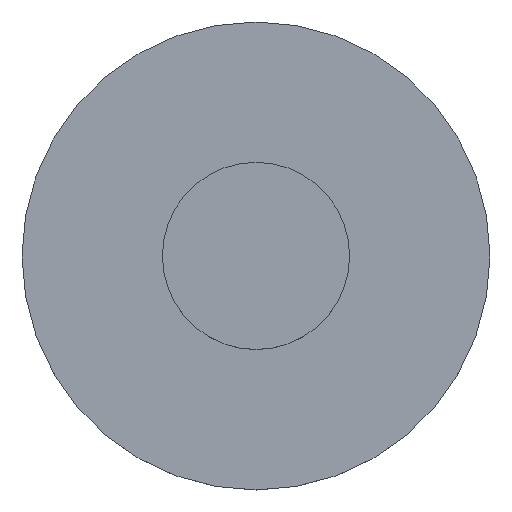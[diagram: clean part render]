
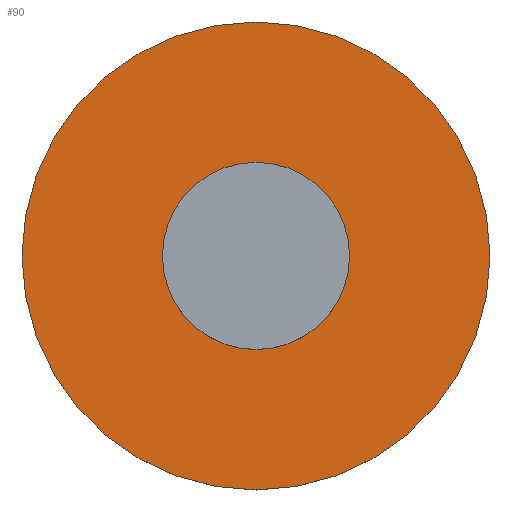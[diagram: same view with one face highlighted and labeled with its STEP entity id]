
A CAD part, top view. The second image highlights one B-rep face of the part: STEP entity #90.
In plain terms, the highlighted planar face has unit normal (0, 0, 1).
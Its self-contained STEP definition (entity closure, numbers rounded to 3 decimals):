
#90=ADVANCED_FACE('',(#128,#129),#130,.T.);
#128=FACE_BOUND('',#172,.T.);
#129=FACE_OUTER_BOUND('',#173,.T.);
#130=PLANE('',#174);
#172=EDGE_LOOP('',(#297,#298));
#173=EDGE_LOOP('',(#299,#300));
#174=AXIS2_PLACEMENT_3D('',#301,#302,#303);
#297=ORIENTED_EDGE('',*,*,#355,.T.);
#298=ORIENTED_EDGE('',*,*,#359,.T.);
#299=ORIENTED_EDGE('',*,*,#337,.F.);
#300=ORIENTED_EDGE('',*,*,#373,.F.);
#301=CARTESIAN_POINT('',(0.0,3.75,0.0));
#302=DIRECTION('',(0.,0.0,1.0));
#303=DIRECTION('',(0.0,-1.0,0.0));
#337=EDGE_CURVE('',#384,#387,#388,.T.);
#355=EDGE_CURVE('',#420,#417,#421,.T.);
#359=EDGE_CURVE('',#417,#420,#426,.T.);
#373=EDGE_CURVE('',#387,#384,#445,.T.);
#384=VERTEX_POINT('',#468);
#387=VERTEX_POINT('',#472);
#388=CIRCLE('',#473,7.5);
#417=VERTEX_POINT('',#521);
#420=VERTEX_POINT('',#525);
#421=CIRCLE('',#526,3.0);
#426=CIRCLE('',#532,3.0);
#445=CIRCLE('',#577,7.5);
#468=CARTESIAN_POINT('',(0.0,7.5,0.0));
#472=CARTESIAN_POINT('',(0.,-7.5,0.));
#473=AXIS2_PLACEMENT_3D('',#588,#589,#590);
#521=CARTESIAN_POINT('',(3.0,0.,0.));
#525=CARTESIAN_POINT('',(-3.0,0.,0.));
#526=AXIS2_PLACEMENT_3D('',#621,#622,#623);
#532=AXIS2_PLACEMENT_3D('',#631,#632,#633);
#577=AXIS2_PLACEMENT_3D('',#659,#660,#661);
#588=CARTESIAN_POINT('',(0.0,0.0,0.0));
#589=DIRECTION('',(0.,0.0,-1.0));
#590=DIRECTION('',(0.0,1.0,0.0));
#621=CARTESIAN_POINT('',(0.0,0.0,0.0));
#622=DIRECTION('',(0.,0.0,-1.0));
#623=DIRECTION('',(1.0,0.0,0.));
#631=CARTESIAN_POINT('',(0.0,0.0,0.0));
#632=DIRECTION('',(0.,0.0,-1.0));
#633=DIRECTION('',(1.0,0.0,0.));
#659=CARTESIAN_POINT('',(0.0,0.0,0.0));
#660=DIRECTION('',(0.,0.0,-1.0));
#661=DIRECTION('',(0.0,1.0,0.0));
